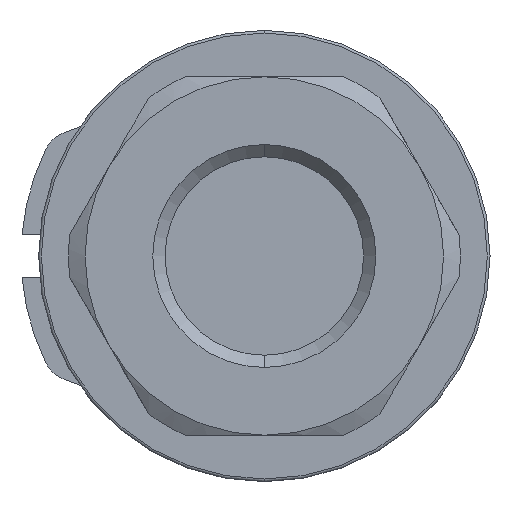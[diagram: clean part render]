
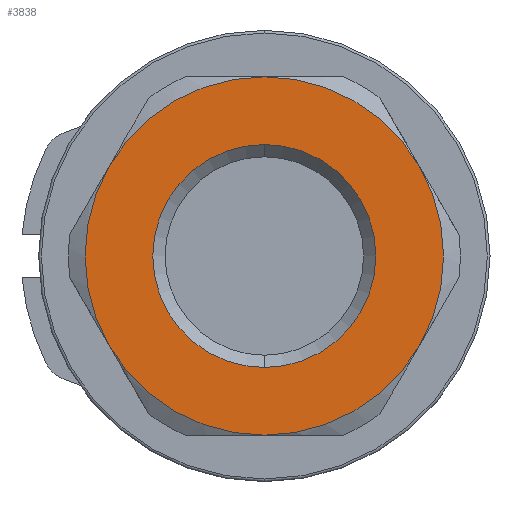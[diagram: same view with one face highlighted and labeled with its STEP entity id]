
A CAD part, left-side view. The second image highlights one B-rep face of the part: STEP entity #3838.
In plain terms, the highlighted planar face has unit normal (-1, 0, 0).
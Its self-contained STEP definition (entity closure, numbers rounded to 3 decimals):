
#177 = EDGE_CURVE ( 'NONE', #4224, #4273, #1481, .T. ) ;
#206 = AXIS2_PLACEMENT_3D ( 'NONE', #2980, #3110, #3093 ) ;
#225 = EDGE_CURVE ( 'NONE', #4254, #4241, #1516, .T. ) ;
#231 = EDGE_CURVE ( 'NONE', #4273, #4254, #1519, .T. ) ;
#259 = AXIS2_PLACEMENT_3D ( 'NONE', #3075, #3147, #3115 ) ;
#262 = AXIS2_PLACEMENT_3D ( 'NONE', #3027, #3091, #3129 ) ;
#328 = EDGE_CURVE ( 'NONE', #4181, #4316, #1069, .T. ) ;
#337 = EDGE_CURVE ( 'NONE', #4316, #4224, #1075, .T. ) ;
#393 = EDGE_CURVE ( 'NONE', #4239, #4116, #1132, .T. ) ;
#395 = EDGE_CURVE ( 'NONE', #4116, #4239, #1134, .T. ) ;
#396 = EDGE_CURVE ( 'NONE', #4241, #4181, #1136, .T. ) ;
#637 = FACE_OUTER_BOUND ( 'NONE', #1334, .T. ) ;
#638 = FACE_BOUND ( 'NONE', #1393, .T. ) ;
#730 = AXIS2_PLACEMENT_3D ( 'NONE', #2240, #2130, #2236 ) ;
#736 = AXIS2_PLACEMENT_3D ( 'NONE', #2008, #2021, #2230 ) ;
#759 = AXIS2_PLACEMENT_3D ( 'NONE', #2123, #2198, #2060 ) ;
#761 = AXIS2_PLACEMENT_3D ( 'NONE', #2152, #2223, #2234 ) ;
#762 = AXIS2_PLACEMENT_3D ( 'NONE', #2034, #2093, #2241 ) ;
#936 = AXIS2_PLACEMENT_3D ( 'NONE', #2778, #2762, #2261 ) ;
#1069 = CIRCLE ( 'NONE', #730, 13.5 ) ;
#1075 = CIRCLE ( 'NONE', #736, 13.5 ) ;
#1132 = CIRCLE ( 'NONE', #759, 8.4 ) ;
#1134 = CIRCLE ( 'NONE', #761, 8.4 ) ;
#1136 = CIRCLE ( 'NONE', #762, 13.5 ) ;
#1334 = EDGE_LOOP ( 'NONE', ( #1948, #1946, #1969, #1968, #1947, #1960 ) ) ;
#1393 = EDGE_LOOP ( 'NONE', ( #1967, #1856 ) ) ;
#1481 = CIRCLE ( 'NONE', #262, 13.5 ) ;
#1516 = CIRCLE ( 'NONE', #259, 13.5 ) ;
#1519 = CIRCLE ( 'NONE', #206, 13.5 ) ;
#1856 = ORIENTED_EDGE ( 'NONE', *, *, #395, .F. ) ;
#1946 = ORIENTED_EDGE ( 'NONE', *, *, #328, .F. ) ;
#1947 = ORIENTED_EDGE ( 'NONE', *, *, #231, .F. ) ;
#1948 = ORIENTED_EDGE ( 'NONE', *, *, #337, .F. ) ;
#1960 = ORIENTED_EDGE ( 'NONE', *, *, #177, .F. ) ;
#1967 = ORIENTED_EDGE ( 'NONE', *, *, #393, .F. ) ;
#1968 = ORIENTED_EDGE ( 'NONE', *, *, #225, .F. ) ;
#1969 = ORIENTED_EDGE ( 'NONE', *, *, #396, .F. ) ;
#2008 = CARTESIAN_POINT ( 'NONE',  ( -0.9, -0.029, 0. ) ) ;
#2021 = DIRECTION ( 'NONE',  ( 1., 0., 0. ) ) ;
#2034 = CARTESIAN_POINT ( 'NONE',  ( -0.9, -0.029, 0. ) ) ;
#2060 = DIRECTION ( 'NONE',  ( 0., 0., 1. ) ) ;
#2093 = DIRECTION ( 'NONE',  ( 1., 0., 0. ) ) ;
#2123 = CARTESIAN_POINT ( 'NONE',  ( -0.9, -0.029, 0. ) ) ;
#2130 = DIRECTION ( 'NONE',  ( 1., 0., 0. ) ) ;
#2152 = CARTESIAN_POINT ( 'NONE',  ( -0.9, -0.029, 0. ) ) ;
#2198 = DIRECTION ( 'NONE',  ( -1., 0., 0. ) ) ;
#2223 = DIRECTION ( 'NONE',  ( -1., 0., 0. ) ) ;
#2230 = DIRECTION ( 'NONE',  ( 0., 0., -1. ) ) ;
#2234 = DIRECTION ( 'NONE',  ( 0., 0., 1. ) ) ;
#2236 = DIRECTION ( 'NONE',  ( 0., 0., -1. ) ) ;
#2240 = CARTESIAN_POINT ( 'NONE',  ( -0.9, -0.029, 0. ) ) ;
#2241 = DIRECTION ( 'NONE',  ( 0., 0., -1. ) ) ;
#2261 = DIRECTION ( 'NONE',  ( 0., 0., 1. ) ) ;
#2344 = CARTESIAN_POINT ( 'NONE',  ( -0.9, -0.029, -8.4 ) ) ;
#2454 = PLANE ( 'NONE',  #936 ) ;
#2762 = DIRECTION ( 'NONE',  ( -1., 0., 0. ) ) ;
#2778 = CARTESIAN_POINT ( 'NONE',  ( -0.9, 13.471, 0. ) ) ;
#2980 = CARTESIAN_POINT ( 'NONE',  ( -0.9, -0.029, 0. ) ) ;
#3027 = CARTESIAN_POINT ( 'NONE',  ( -0.9, -0.029, 0. ) ) ;
#3075 = CARTESIAN_POINT ( 'NONE',  ( -0.9, -0.029, 0. ) ) ;
#3091 = DIRECTION ( 'NONE',  ( 1., 0., 0. ) ) ;
#3093 = DIRECTION ( 'NONE',  ( 0., 0., -1. ) ) ;
#3110 = DIRECTION ( 'NONE',  ( 1., 0., 0. ) ) ;
#3115 = DIRECTION ( 'NONE',  ( 0., 0., -1. ) ) ;
#3129 = DIRECTION ( 'NONE',  ( 0., 0., -1. ) ) ;
#3147 = DIRECTION ( 'NONE',  ( 1., 0., 0. ) ) ;
#3636 = CARTESIAN_POINT ( 'NONE',  ( -0.9, -0.029, -13.5 ) ) ;
#3672 = CARTESIAN_POINT ( 'NONE',  ( -0.9, 11.662, 6.75 ) ) ;
#3689 = CARTESIAN_POINT ( 'NONE',  ( -0.9, -0.029, 13.5 ) ) ;
#3838 = ADVANCED_FACE ( 'NONE', ( #637, #638 ), #2454, .T. ) ;
#3878 = CARTESIAN_POINT ( 'NONE',  ( -0.9, -11.721, 6.75 ) ) ;
#3880 = CARTESIAN_POINT ( 'NONE',  ( -0.9, -0.029, 8.4 ) ) ;
#3897 = CARTESIAN_POINT ( 'NONE',  ( -0.9, 11.662, -6.75 ) ) ;
#3951 = CARTESIAN_POINT ( 'NONE',  ( -0.9, -11.721, -6.75 ) ) ;
#4116 = VERTEX_POINT ( 'NONE', #2344 ) ;
#4181 = VERTEX_POINT ( 'NONE', #3951 ) ;
#4224 = VERTEX_POINT ( 'NONE', #3897 ) ;
#4239 = VERTEX_POINT ( 'NONE', #3880 ) ;
#4241 = VERTEX_POINT ( 'NONE', #3878 ) ;
#4254 = VERTEX_POINT ( 'NONE', #3689 ) ;
#4273 = VERTEX_POINT ( 'NONE', #3672 ) ;
#4316 = VERTEX_POINT ( 'NONE', #3636 ) ;
